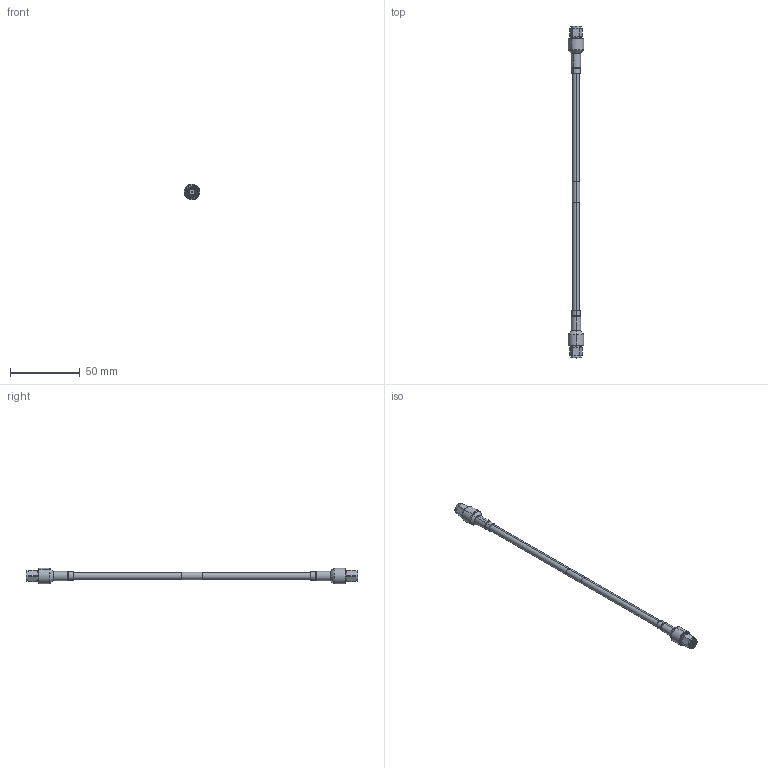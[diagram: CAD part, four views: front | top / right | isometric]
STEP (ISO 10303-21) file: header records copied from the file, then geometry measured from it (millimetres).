
FILE_DESCRIPTION (( 'STEP AP214' ), '1' );
FILE_NAME ('FMC00035_3D.STEP', '2021-11-05T20:19:04', ( '' ), ( '' ), 'SwSTEP 2.0', 'SolidWorks 2021', '' );
FILE_SCHEMA (( 'AUTOMOTIVE_DESIGN' ));
Length unit declared in the file: inch
Products named in the file (7): RG58_WITH LABEL; FMC00035_3D; TC-195-SM-SS-X_c-contact; TC-195-SM-SS-X_ferrule; TC-195-SM-SS-X; THRINK TUBING RG58C_2; TC-195-SM-SS-X_body
Assembly tree (8 placements, depth 3):
  FMC00035_3D
    RG58_WITH LABEL
    THRINK TUBING RG58C_2  x2
    TC-195-SM-SS-X  x2
      TC-195-SM-SS-X_body
      TC-195-SM-SS-X_c-contact
      TC-195-SM-SS-X_ferrule
Bounding box: 11.16 x 237.19 x 11.16 mm (x, y, z)
Volume: 6677.7 mm3; surface area: 9625.8 mm2
Topology: 10 solids, 10 shells, 390 faces, 808 edges, 472 vertices
Faces by surface type: cylinder 148, cone 124, plane 70, torus 44, sphere 4
Entity records: 5814 total; most frequent: DIRECTION 1067, CARTESIAN_POINT 1013, ORIENTED_EDGE 822, AXIS2_PLACEMENT_3D 460, EDGE_CURVE 411, CIRCLE 248, VERTEX_POINT 242, EDGE_LOOP 227
